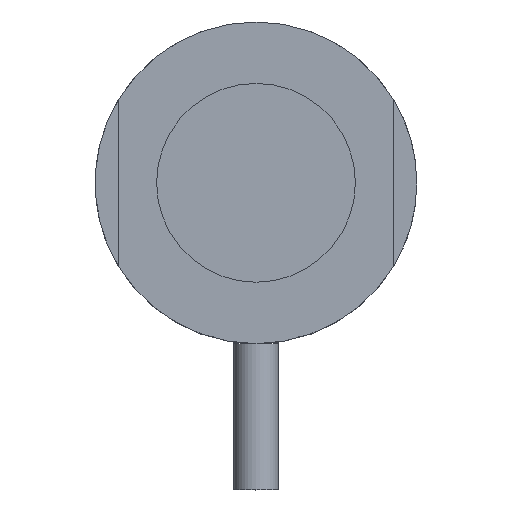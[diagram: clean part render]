
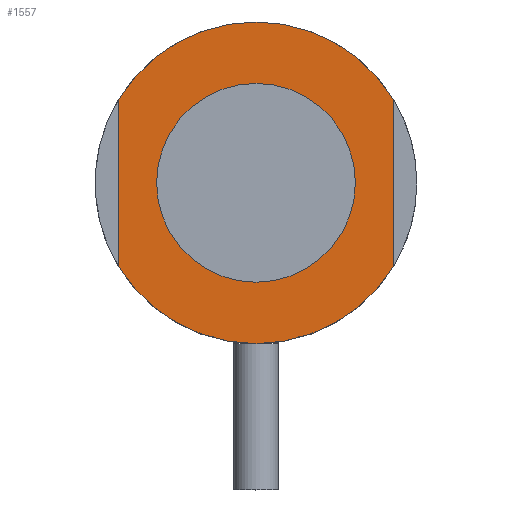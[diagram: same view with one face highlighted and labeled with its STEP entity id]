
A CAD part, top view. The second image highlights one B-rep face of the part: STEP entity #1557.
In plain terms, the highlighted planar face has unit normal (0, 0, 1).
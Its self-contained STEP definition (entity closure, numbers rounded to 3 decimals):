
#23=FACE_BOUND('',#299,.T.);
#152=PLANE('',#1724);
#219=FACE_OUTER_BOUND('',#298,.T.);
#298=EDGE_LOOP('',(#1366,#1367,#1368,#1369,#1370));
#299=EDGE_LOOP('',(#1371,#1372));
#324=CIRCLE('',#1587,27.5);
#326=CIRCLE('',#1589,27.5);
#359=CIRCLE('',#1649,17.);
#360=CIRCLE('',#1650,17.);
#396=CIRCLE('',#1720,27.5);
#463=LINE('',#2774,#528);
#465=LINE('',#2781,#530);
#528=VECTOR('',#2056,10.);
#530=VECTOR('',#2064,10.);
#539=VERTEX_POINT('',#2123);
#541=VERTEX_POINT('',#2126);
#544=VERTEX_POINT('',#2132);
#545=VERTEX_POINT('',#2134);
#615=VERTEX_POINT('',#2487);
#616=VERTEX_POINT('',#2488);
#681=VERTEX_POINT('',#2780);
#697=EDGE_CURVE('',#539,#541,#324,.T.);
#701=EDGE_CURVE('',#544,#545,#326,.T.);
#807=EDGE_CURVE('',#615,#616,#359,.T.);
#808=EDGE_CURVE('',#616,#615,#360,.T.);
#908=EDGE_CURVE('',#544,#541,#463,.T.);
#911=EDGE_CURVE('',#681,#545,#465,.T.);
#914=EDGE_CURVE('',#681,#539,#396,.T.);
#1366=ORIENTED_EDGE('',*,*,#908,.T.);
#1367=ORIENTED_EDGE('',*,*,#697,.F.);
#1368=ORIENTED_EDGE('',*,*,#914,.F.);
#1369=ORIENTED_EDGE('',*,*,#911,.T.);
#1370=ORIENTED_EDGE('',*,*,#701,.F.);
#1371=ORIENTED_EDGE('',*,*,#807,.T.);
#1372=ORIENTED_EDGE('',*,*,#808,.T.);
#1557=ADVANCED_FACE('',(#219,#23),#152,.T.);
#1587=AXIS2_PLACEMENT_3D('',#2127,#1747,#1748);
#1589=AXIS2_PLACEMENT_3D('',#2135,#1753,#1754);
#1649=AXIS2_PLACEMENT_3D('',#2489,#1900,#1901);
#1650=AXIS2_PLACEMENT_3D('',#2490,#1902,#1903);
#1720=AXIS2_PLACEMENT_3D('',#2785,#2070,#2071);
#1724=AXIS2_PLACEMENT_3D('',#2792,#2079,#2080);
#1747=DIRECTION('center_axis',(0.,0.,-1.));
#1748=DIRECTION('ref_axis',(1.,0.,0.));
#1753=DIRECTION('center_axis',(0.,0.,-1.));
#1754=DIRECTION('ref_axis',(1.,0.,0.));
#1900=DIRECTION('center_axis',(0.,0.,-1.));
#1901=DIRECTION('ref_axis',(1.,0.,0.));
#1902=DIRECTION('center_axis',(0.,0.,-1.));
#1903=DIRECTION('ref_axis',(1.,0.,0.));
#2056=DIRECTION('',(0.,-1.,0.));
#2064=DIRECTION('',(0.,1.,0.));
#2070=DIRECTION('center_axis',(0.,0.,-1.));
#2071=DIRECTION('ref_axis',(1.,0.,0.));
#2079=DIRECTION('center_axis',(0.,0.,1.));
#2080=DIRECTION('ref_axis',(1.,0.,0.));
#2123=CARTESIAN_POINT('',(-5.595,-28.54,22.5));
#2126=CARTESIAN_POINT('',(-29.095,-15.323,22.5));
#2127=CARTESIAN_POINT('Origin',(-5.595,-1.04,22.5));
#2132=CARTESIAN_POINT('',(-29.095,13.243,22.5));
#2134=CARTESIAN_POINT('',(17.905,13.243,22.5));
#2135=CARTESIAN_POINT('Origin',(-5.595,-1.04,22.5));
#2487=CARTESIAN_POINT('',(-22.595,-1.04,22.5));
#2488=CARTESIAN_POINT('',(11.405,-1.04,22.5));
#2489=CARTESIAN_POINT('Origin',(-5.595,-1.04,22.5));
#2490=CARTESIAN_POINT('Origin',(-5.595,-1.04,22.5));
#2774=CARTESIAN_POINT('',(-29.095,16.689,22.5));
#2780=CARTESIAN_POINT('',(17.905,-15.323,22.5));
#2781=CARTESIAN_POINT('',(17.905,-13.31,22.5));
#2785=CARTESIAN_POINT('Origin',(-5.595,-1.04,22.5));
#2792=CARTESIAN_POINT('Origin',(-33.095,-1.04,22.5));
